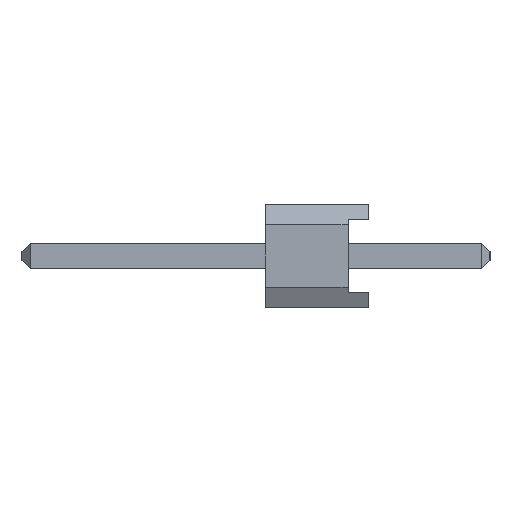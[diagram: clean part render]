
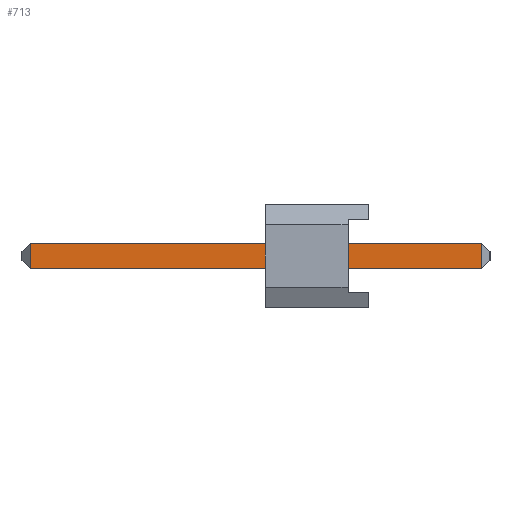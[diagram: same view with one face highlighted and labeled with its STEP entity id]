
A CAD part, left-side view. The second image highlights one B-rep face of the part: STEP entity #713.
In plain terms, the highlighted face is planar.
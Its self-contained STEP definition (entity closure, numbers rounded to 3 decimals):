
#187=FACE_OUTER_BOUND('',#219,.T.);
#219=EDGE_LOOP('',(#547,#548,#549,#550));
#248=LINE('',#1111,#324);
#265=LINE('',#1146,#341);
#266=LINE('',#1148,#342);
#267=LINE('',#1149,#343);
#324=VECTOR('',#885,1000.);
#341=VECTOR('',#914,1000.);
#342=VECTOR('',#915,1000.);
#343=VECTOR('',#916,1000.);
#400=VERTEX_POINT('',#1108);
#401=VERTEX_POINT('',#1110);
#413=VERTEX_POINT('',#1145);
#414=VERTEX_POINT('',#1147);
#448=EDGE_CURVE('',#401,#400,#248,.T.);
#465=EDGE_CURVE('',#401,#413,#265,.T.);
#466=EDGE_CURVE('',#400,#414,#266,.T.);
#467=EDGE_CURVE('',#414,#413,#267,.T.);
#547=ORIENTED_EDGE('',*,*,#465,.F.);
#548=ORIENTED_EDGE('',*,*,#448,.T.);
#549=ORIENTED_EDGE('',*,*,#466,.T.);
#550=ORIENTED_EDGE('',*,*,#467,.T.);
#681=PLANE('',#811);
#713=ADVANCED_FACE('',(#187),#681,.F.);
#811=AXIS2_PLACEMENT_3D('',#1144,#912,#913);
#885=DIRECTION('',(0.,1.,0.));
#912=DIRECTION('center_axis',(-1.,0.,0.));
#913=DIRECTION('ref_axis',(0.,0.,1.));
#914=DIRECTION('',(0.,0.,1.));
#915=DIRECTION('',(0.,0.,1.));
#916=DIRECTION('',(0.,-1.,0.));
#1108=CARTESIAN_POINT('',(0.32,0.32,-5.57));
#1110=CARTESIAN_POINT('',(0.32,-0.32,-5.57));
#1111=CARTESIAN_POINT('',(0.32,-0.32,-5.57));
#1144=CARTESIAN_POINT('Origin',(0.32,-0.32,-5.77));
#1145=CARTESIAN_POINT('',(0.32,-0.32,5.57));
#1146=CARTESIAN_POINT('',(0.32,-0.32,-5.77));
#1147=CARTESIAN_POINT('',(0.32,0.32,5.57));
#1148=CARTESIAN_POINT('',(0.32,0.32,-5.77));
#1149=CARTESIAN_POINT('',(0.32,-0.32,5.57));
